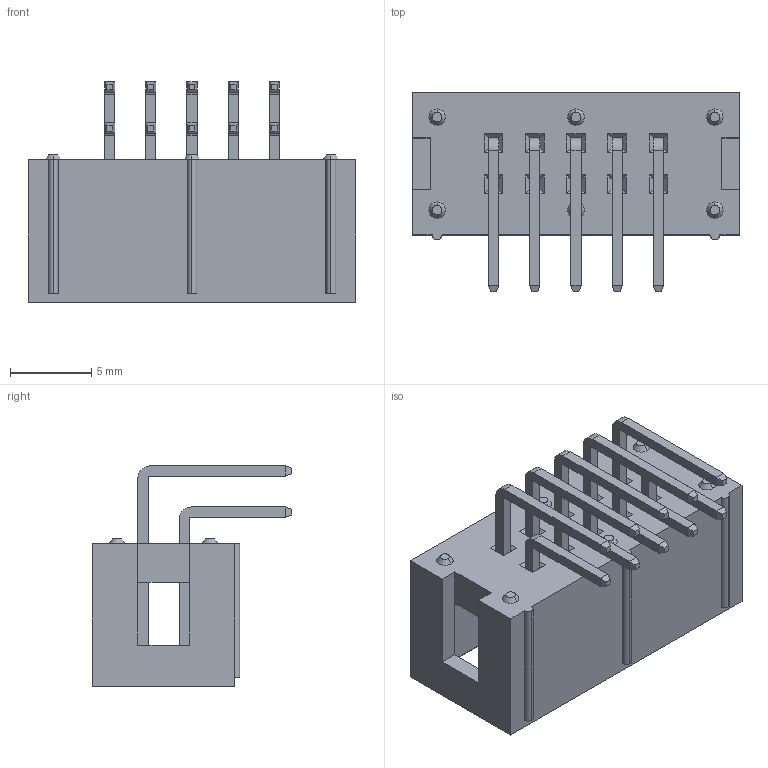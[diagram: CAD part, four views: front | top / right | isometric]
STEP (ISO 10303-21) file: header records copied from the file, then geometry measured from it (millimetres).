
FILE_DESCRIPTION (( 'STEP AP214' ), '1' );
FILE_NAME ('SBH11-PBPC-D05-RA-BK.STEP', '2021-01-15T06:08:09', ( '' ), ( '' ), 'SwSTEP 2.0', 'SolidWorks 2017', '' );
FILE_SCHEMA (( 'AUTOMOTIVE_DESIGN' ));
Length unit declared in the file: inch
Products named in the file (1): SBH11-PBPC-D05-RA-BK
Bounding box: 20.19 x 12.29 x 13.6 mm (x, y, z)
Volume: 793.7 mm3; surface area: 1638.1 mm2
Topology: 11 solids, 11 shells, 320 faces, 761 edges, 466 vertices
Faces by surface type: plane 282, cylinder 26, cone 12
Entity records: 9147 total; most frequent: CARTESIAN_POINT 1548, ORIENTED_EDGE 1522, DIRECTION 1479, EDGE_CURVE 761, VECTOR 685, LINE 685, VERTEX_POINT 466, AXIS2_PLACEMENT_3D 397
